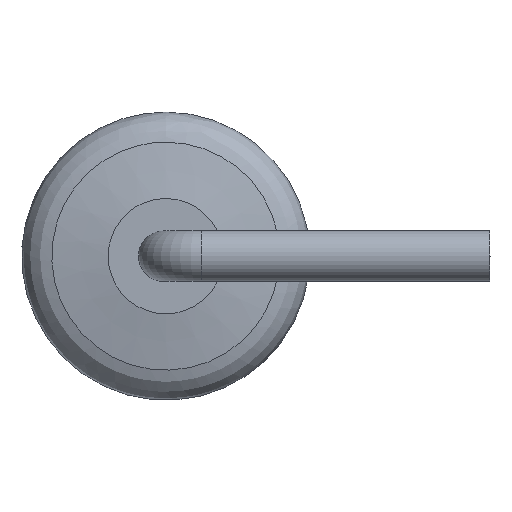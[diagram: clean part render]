
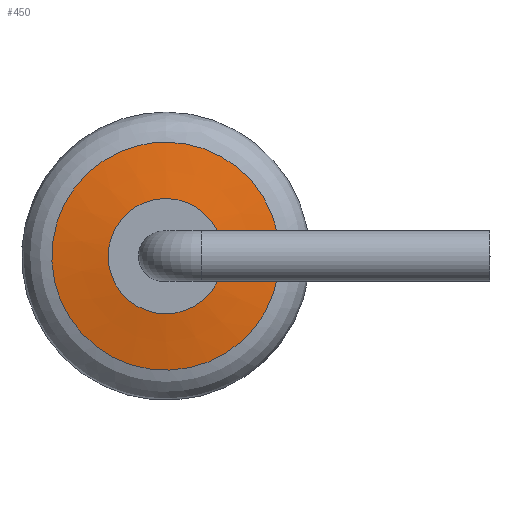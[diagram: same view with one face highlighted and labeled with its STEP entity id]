
A CAD part, left-side view. The second image highlights one B-rep face of the part: STEP entity #450.
In plain terms, the highlighted conical face has half-angle 80.538 degrees and reference radius 0.8 mm.
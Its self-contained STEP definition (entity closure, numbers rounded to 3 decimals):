
#450 = ADVANCED_FACE('',(#451),#465,.T.);
#451 = FACE_BOUND('',#452,.T.);
#452 = EDGE_LOOP('',(#453,#483,#510,#511));
#453 = ORIENTED_EDGE('',*,*,#454,.F.);
#454 = EDGE_CURVE('',#455,#457,#459,.T.);
#455 = VERTEX_POINT('',#456);
#456 = CARTESIAN_POINT('',(-4.5,0.,0.8));
#457 = VERTEX_POINT('',#458);
#458 = CARTESIAN_POINT('',(-4.37,0.,
    1.582));
#459 = SEAM_CURVE('',#460,(#464,#476),.PCURVE_S1.);
#460 = LINE('',#461,#462);
#461 = CARTESIAN_POINT('',(-4.5,0.,0.8));
#462 = VECTOR('',#463,1.);
#463 = DIRECTION('',(0.164,0.,0.986)
  );
#464 = PCURVE('',#465,#470);
#465 = CONICAL_SURFACE('',#466,0.8,1.406);
#466 = AXIS2_PLACEMENT_3D('',#467,#468,#469);
#467 = CARTESIAN_POINT('',(-4.5,0.,0.));
#468 = DIRECTION('',(1.,0.,0.));
#469 = DIRECTION('',(0.,0.,1.));
#470 = DEFINITIONAL_REPRESENTATION('',(#471),#475);
#471 = LINE('',#472,#473);
#472 = CARTESIAN_POINT('',(0.,0.));
#473 = VECTOR('',#474,1.);
#474 = DIRECTION('',(0.,1.));
#475 = ( GEOMETRIC_REPRESENTATION_CONTEXT(2) 
PARAMETRIC_REPRESENTATION_CONTEXT() REPRESENTATION_CONTEXT('2D SPACE',''
  ) );
#476 = PCURVE('',#465,#477);
#477 = DEFINITIONAL_REPRESENTATION('',(#478),#482);
#478 = LINE('',#479,#480);
#479 = CARTESIAN_POINT('',(6.283,0.));
#480 = VECTOR('',#481,1.);
#481 = DIRECTION('',(0.,1.));
#482 = ( GEOMETRIC_REPRESENTATION_CONTEXT(2) 
PARAMETRIC_REPRESENTATION_CONTEXT() REPRESENTATION_CONTEXT('2D SPACE',''
  ) );
#483 = ORIENTED_EDGE('',*,*,#484,.T.);
#484 = EDGE_CURVE('',#455,#455,#485,.T.);
#485 = SURFACE_CURVE('',#486,(#491,#498),.PCURVE_S1.);
#486 = CIRCLE('',#487,0.8);
#487 = AXIS2_PLACEMENT_3D('',#488,#489,#490);
#488 = CARTESIAN_POINT('',(-4.5,0.,0.));
#489 = DIRECTION('',(1.,0.,0.));
#490 = DIRECTION('',(0.,0.,1.));
#491 = PCURVE('',#465,#492);
#492 = DEFINITIONAL_REPRESENTATION('',(#493),#497);
#493 = LINE('',#494,#495);
#494 = CARTESIAN_POINT('',(0.,0.));
#495 = VECTOR('',#496,1.);
#496 = DIRECTION('',(1.,0.));
#497 = ( GEOMETRIC_REPRESENTATION_CONTEXT(2) 
PARAMETRIC_REPRESENTATION_CONTEXT() REPRESENTATION_CONTEXT('2D SPACE',''
  ) );
#498 = PCURVE('',#499,#504);
#499 = PLANE('',#500);
#500 = AXIS2_PLACEMENT_3D('',#501,#502,#503);
#501 = CARTESIAN_POINT('',(-4.5,0.,0.));
#502 = DIRECTION('',(1.,0.,0.));
#503 = DIRECTION('',(0.,0.,1.));
#504 = DEFINITIONAL_REPRESENTATION('',(#505),#509);
#505 = CIRCLE('',#506,0.8);
#506 = AXIS2_PLACEMENT_2D('',#507,#508);
#507 = CARTESIAN_POINT('',(0.,0.));
#508 = DIRECTION('',(1.,0.));
#509 = ( GEOMETRIC_REPRESENTATION_CONTEXT(2) 
PARAMETRIC_REPRESENTATION_CONTEXT() REPRESENTATION_CONTEXT('2D SPACE',''
  ) );
#510 = ORIENTED_EDGE('',*,*,#454,.T.);
#511 = ORIENTED_EDGE('',*,*,#512,.F.);
#512 = EDGE_CURVE('',#457,#457,#513,.T.);
#513 = SURFACE_CURVE('',#514,(#529,#571),.PCURVE_S1.);
#514 = ( BOUNDED_CURVE() B_SPLINE_CURVE(13,(#515,#516,#517,#518,#519,
    #520,#521,#522,#523,#524,#525,#526,#527,#528),.UNSPECIFIED.,.T.,.F.)
 B_SPLINE_CURVE_WITH_KNOTS((14,14),(0.,12.566),
.PIECEWISE_BEZIER_KNOTS.) CURVE() GEOMETRIC_REPRESENTATION_ITEM() 
RATIONAL_B_SPLINE_CURVE((1.,1.,1.,1.,1.,1.,1.,1.
,1.,1.,1.,1.,1.,1.)) REPRESENTATION_ITEM('') );
#515 = CARTESIAN_POINT('',(-4.37,0.,
    1.582));
#516 = CARTESIAN_POINT('',(-4.37,-0.754,
    1.582));
#517 = CARTESIAN_POINT('',(-4.37,-1.525,
    1.193));
#518 = CARTESIAN_POINT('',(-4.37,-2.076,
    0.391));
#519 = CARTESIAN_POINT('',(-4.37,-2.161,
    -0.712));
#520 = CARTESIAN_POINT('',(-4.37,-1.573,
    -1.665));
#521 = CARTESIAN_POINT('',(-4.37,-0.715,
    -2.364));
#522 = CARTESIAN_POINT('',(-4.37,0.715,
    -2.364));
#523 = CARTESIAN_POINT('',(-4.37,1.573,
    -1.665));
#524 = CARTESIAN_POINT('',(-4.37,2.161,-0.712
    ));
#525 = CARTESIAN_POINT('',(-4.37,2.076,0.391
    ));
#526 = CARTESIAN_POINT('',(-4.37,1.525,1.193
    ));
#527 = CARTESIAN_POINT('',(-4.37,0.754,1.582
    ));
#528 = CARTESIAN_POINT('',(-4.37,0.,
    1.582));
#529 = PCURVE('',#465,#530);
#530 = DEFINITIONAL_REPRESENTATION('',(#531),#570);
#531 = B_SPLINE_CURVE_WITH_KNOTS('',10,(#532,#533,#534,#535,#536,#537,
    #538,#539,#540,#541,#542,#543,#544,#545,#546,#547,#548,#549,#550,
    #551,#552,#553,#554,#555,#556,#557,#558,#559,#560,#561,#562,#563,
    #564,#565,#566,#567,#568,#569),.UNSPECIFIED.,.F.,.F.,(11,9,9,9,11),(
    0.,3.142,6.283,9.425,
    12.566),.UNSPECIFIED.);
#532 = CARTESIAN_POINT('',(0.,0.13));
#533 = CARTESIAN_POINT('',(0.155,0.13));
#534 = CARTESIAN_POINT('',(0.311,0.13));
#535 = CARTESIAN_POINT('',(0.468,0.13));
#536 = CARTESIAN_POINT('',(0.625,0.13));
#537 = CARTESIAN_POINT('',(0.782,0.13));
#538 = CARTESIAN_POINT('',(0.94,0.13));
#539 = CARTESIAN_POINT('',(1.098,0.13));
#540 = CARTESIAN_POINT('',(1.255,0.13));
#541 = CARTESIAN_POINT('',(1.413,0.13));
#542 = CARTESIAN_POINT('',(1.727,0.13));
#543 = CARTESIAN_POINT('',(1.885,0.13));
#544 = CARTESIAN_POINT('',(2.042,0.13));
#545 = CARTESIAN_POINT('',(2.199,0.13));
#546 = CARTESIAN_POINT('',(2.356,0.13));
#547 = CARTESIAN_POINT('',(2.513,0.13));
#548 = CARTESIAN_POINT('',(2.67,0.13));
#549 = CARTESIAN_POINT('',(2.827,0.13));
#550 = CARTESIAN_POINT('',(2.985,0.13));
#551 = CARTESIAN_POINT('',(3.299,0.13));
#552 = CARTESIAN_POINT('',(3.456,0.13));
#553 = CARTESIAN_POINT('',(3.613,0.13));
#554 = CARTESIAN_POINT('',(3.77,0.13));
#555 = CARTESIAN_POINT('',(3.927,0.13));
#556 = CARTESIAN_POINT('',(4.084,0.13));
#557 = CARTESIAN_POINT('',(4.241,0.13));
#558 = CARTESIAN_POINT('',(4.398,0.13));
#559 = CARTESIAN_POINT('',(4.556,0.13));
#560 = CARTESIAN_POINT('',(4.87,0.13));
#561 = CARTESIAN_POINT('',(5.028,0.13));
#562 = CARTESIAN_POINT('',(5.185,0.13));
#563 = CARTESIAN_POINT('',(5.343,0.13));
#564 = CARTESIAN_POINT('',(5.501,0.13));
#565 = CARTESIAN_POINT('',(5.658,0.13));
#566 = CARTESIAN_POINT('',(5.816,0.13));
#567 = CARTESIAN_POINT('',(5.972,0.13));
#568 = CARTESIAN_POINT('',(6.128,0.13));
#569 = CARTESIAN_POINT('',(6.283,0.13));
#570 = ( GEOMETRIC_REPRESENTATION_CONTEXT(2) 
PARAMETRIC_REPRESENTATION_CONTEXT() REPRESENTATION_CONTEXT('2D SPACE',''
  ) );
#571 = PCURVE('',#572,#615);
#572 = ( BOUNDED_SURFACE() B_SPLINE_SURFACE(2,13,(
    (#573,#574,#575,#576,#577,#578,#579,#580,#581,#582,#583,#584,#585
      ,#586)
    ,(#587,#588,#589,#590,#591,#592,#593,#594,#595,#596,#597,#598,#599
      ,#600)
    ,(#601,#602,#603,#604,#605,#606,#607,#608,#609,#610,#611,#612,#613
,#614
    )),.UNSPECIFIED.,.F.,.T.,.F.) B_SPLINE_SURFACE_WITH_KNOTS((3,3),(14,
    14),(0.,12.566),(0.,12.566),
.PIECEWISE_BEZIER_KNOTS.) GEOMETRIC_REPRESENTATION_ITEM() 
RATIONAL_B_SPLINE_SURFACE((
    (1.,1.,1.,1.,1.,1.,1.,1.,1.
      ,1.,1.,1.,1.,1.)
    ,(0.763,0.763,0.763,0.763
      ,0.763,0.763,0.763,0.763
      ,0.763,0.763,0.763,0.763
      ,0.763,0.763)
    ,(1.,1.,1.,1.,1.,1.,1.,1.,1.
,1.,1.,1.,1.,1.))) REPRESENTATION_ITEM('') SURFACE() );
#573 = CARTESIAN_POINT('',(-4.37,0.,
    1.582));
#574 = CARTESIAN_POINT('',(-4.37,-0.754,
    1.582));
#575 = CARTESIAN_POINT('',(-4.37,-1.525,
    1.193));
#576 = CARTESIAN_POINT('',(-4.37,-2.076,
    0.391));
#577 = CARTESIAN_POINT('',(-4.37,-2.161,
    -0.712));
#578 = CARTESIAN_POINT('',(-4.37,-1.573,
    -1.665));
#579 = CARTESIAN_POINT('',(-4.37,-0.715,
    -2.364));
#580 = CARTESIAN_POINT('',(-4.37,0.715,
    -2.364));
#581 = CARTESIAN_POINT('',(-4.37,1.573,
    -1.665));
#582 = CARTESIAN_POINT('',(-4.37,2.161,-0.712
    ));
#583 = CARTESIAN_POINT('',(-4.37,2.076,0.391
    ));
#584 = CARTESIAN_POINT('',(-4.37,1.525,1.193
    ));
#585 = CARTESIAN_POINT('',(-4.37,0.754,1.582
    ));
#586 = CARTESIAN_POINT('',(-4.37,0.,
    1.582));
#587 = CARTESIAN_POINT('',(-4.3,0.,2.));
#588 = CARTESIAN_POINT('',(-4.3,-0.953,2.));
#589 = CARTESIAN_POINT('',(-4.3,-1.927,1.508));
#590 = CARTESIAN_POINT('',(-4.3,-2.624,0.494));
#591 = CARTESIAN_POINT('',(-4.3,-2.731,
    -0.9));
#592 = CARTESIAN_POINT('',(-4.3,-1.988,
    -2.104));
#593 = CARTESIAN_POINT('',(-4.3,-0.904,
    -2.988));
#594 = CARTESIAN_POINT('',(-4.3,0.904,
    -2.988));
#595 = CARTESIAN_POINT('',(-4.3,1.988,
    -2.104));
#596 = CARTESIAN_POINT('',(-4.3,2.731,
    -0.9));
#597 = CARTESIAN_POINT('',(-4.3,2.624,0.494));
#598 = CARTESIAN_POINT('',(-4.3,1.927,1.508));
#599 = CARTESIAN_POINT('',(-4.3,0.953,2.));
#600 = CARTESIAN_POINT('',(-4.3,0.,2.));
#601 = CARTESIAN_POINT('',(-3.876,0.,2.));
#602 = CARTESIAN_POINT('',(-3.876,-0.953,2.));
#603 = CARTESIAN_POINT('',(-3.876,-1.927,
    1.508));
#604 = CARTESIAN_POINT('',(-3.876,-2.624,0.494
    ));
#605 = CARTESIAN_POINT('',(-3.876,-2.731,
    -0.9));
#606 = CARTESIAN_POINT('',(-3.876,-1.988,
    -2.104));
#607 = CARTESIAN_POINT('',(-3.876,-0.904,
    -2.988));
#608 = CARTESIAN_POINT('',(-3.876,0.904,-2.988
    ));
#609 = CARTESIAN_POINT('',(-3.876,1.988,
    -2.104));
#610 = CARTESIAN_POINT('',(-3.876,2.731,-0.9
    ));
#611 = CARTESIAN_POINT('',(-3.876,2.624,0.494
    ));
#612 = CARTESIAN_POINT('',(-3.876,1.927,1.508)
  );
#613 = CARTESIAN_POINT('',(-3.876,0.953,2.));
#614 = CARTESIAN_POINT('',(-3.876,0.,2.));
#615 = DEFINITIONAL_REPRESENTATION('',(#616),#620);
#616 = LINE('',#617,#618);
#617 = CARTESIAN_POINT('',(0.,0.));
#618 = VECTOR('',#619,1.);
#619 = DIRECTION('',(0.,1.));
#620 = ( GEOMETRIC_REPRESENTATION_CONTEXT(2) 
PARAMETRIC_REPRESENTATION_CONTEXT() REPRESENTATION_CONTEXT('2D SPACE',''
  ) );
